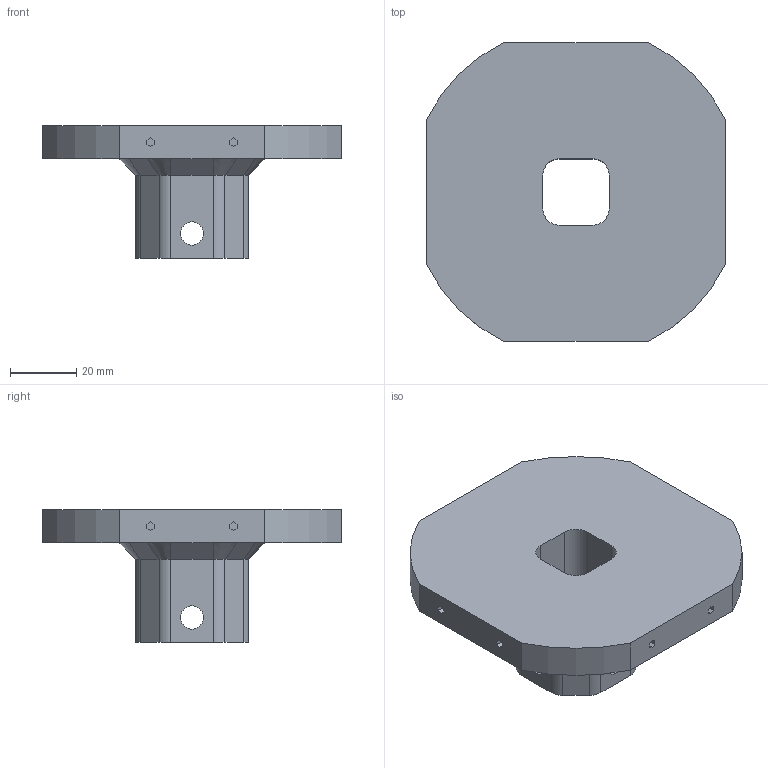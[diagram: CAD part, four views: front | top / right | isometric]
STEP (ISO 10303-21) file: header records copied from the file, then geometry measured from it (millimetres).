
FILE_DESCRIPTION (( 'STEP AP214' ), '1' );
FILE_NAME ('waist_link_ver2_1_copy2.STEP', '2024-12-18T13:56:27', ( '' ), ( '' ), 'SwSTEP 2.0', 'SolidWorks 2024', '' );
FILE_SCHEMA (( 'AUTOMOTIVE_DESIGN' ));
Length unit declared in the file: millimetre
Products named in the file (1): waist_link_ver2_1_copy2
Bounding box: 90 x 90 x 40 mm (x, y, z)
Volume: 87407.2 mm3; surface area: 24146.9 mm2
Topology: 1 solids, 1 shells, 127 faces, 320 edges, 208 vertices
Faces by surface type: plane 87, cylinder 32, cone 8
Entity records: 3821 total; most frequent: CARTESIAN_POINT 656, DIRECTION 648, ORIENTED_EDGE 640, EDGE_CURVE 320, LINE 248, VECTOR 248, VERTEX_POINT 208, AXIS2_PLACEMENT_3D 200
